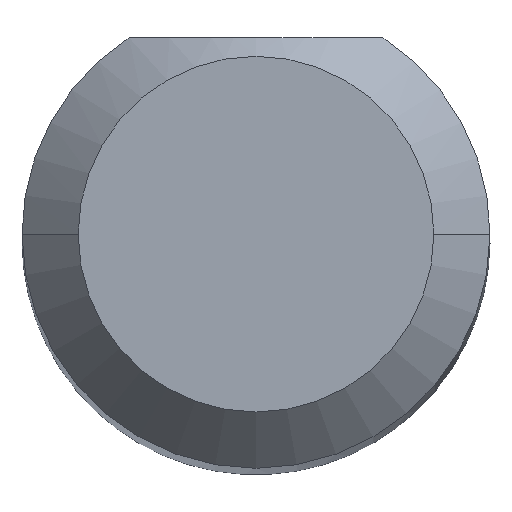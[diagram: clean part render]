
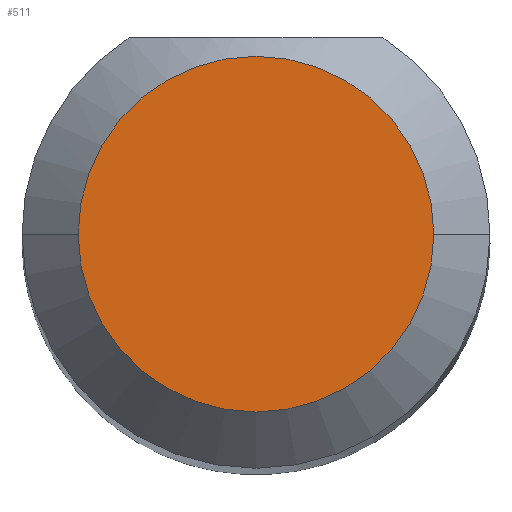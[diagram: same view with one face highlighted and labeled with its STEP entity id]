
A CAD part, top view. The second image highlights one B-rep face of the part: STEP entity #511.
In plain terms, the highlighted planar face has unit normal (0, 0, 1).
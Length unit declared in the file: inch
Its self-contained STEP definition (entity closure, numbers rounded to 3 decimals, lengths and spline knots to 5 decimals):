
#7 = EDGE_CURVE ( 'NONE', #504, #205, #443, .T. ) ;
#25 = FACE_OUTER_BOUND ( 'NONE', #417, .T. ) ;
#60 = CARTESIAN_POINT ( 'NONE',  ( 0., 0., 1.5 ) ) ;
#62 = DIRECTION ( 'NONE',  ( 1., 0., 0. ) ) ;
#133 = DIRECTION ( 'NONE',  ( 1., 0., 0. ) ) ;
#164 = ORIENTED_EDGE ( 'NONE', *, *, #284, .T. ) ;
#188 = AXIS2_PLACEMENT_3D ( 'NONE', #60, #334, #133 ) ;
#200 = CARTESIAN_POINT ( 'NONE',  ( -0.0475, 0., 1.5 ) ) ;
#202 = ORIENTED_EDGE ( 'NONE', *, *, #7, .T. ) ;
#205 = VERTEX_POINT ( 'NONE', #287 ) ;
#236 = PLANE ( 'NONE',  #494 ) ;
#284 = EDGE_CURVE ( 'NONE', #205, #504, #313, .T. ) ;
#287 = CARTESIAN_POINT ( 'NONE',  ( 0.0475, 0., 1.5 ) ) ;
#313 = CIRCLE ( 'NONE', #340, 0.0475 ) ;
#334 = DIRECTION ( 'NONE',  ( 0., 0., 1. ) ) ;
#340 = AXIS2_PLACEMENT_3D ( 'NONE', #473, #434, #62 ) ;
#355 = DIRECTION ( 'NONE',  ( 1., 0., 0. ) ) ;
#417 = EDGE_LOOP ( 'NONE', ( #202, #164 ) ) ;
#434 = DIRECTION ( 'NONE',  ( 0., 0., 1. ) ) ;
#443 = CIRCLE ( 'NONE', #188, 0.0475 ) ;
#473 = CARTESIAN_POINT ( 'NONE',  ( 0., 0., 1.5 ) ) ;
#483 = CARTESIAN_POINT ( 'NONE',  ( 0., 0., 1.5 ) ) ;
#494 = AXIS2_PLACEMENT_3D ( 'NONE', #483, #525, #355 ) ;
#504 = VERTEX_POINT ( 'NONE', #200 ) ;
#511 = ADVANCED_FACE ( 'NONE', ( #25 ), #236, .T. ) ;
#525 = DIRECTION ( 'NONE',  ( 0., 0., 1. ) ) ;
